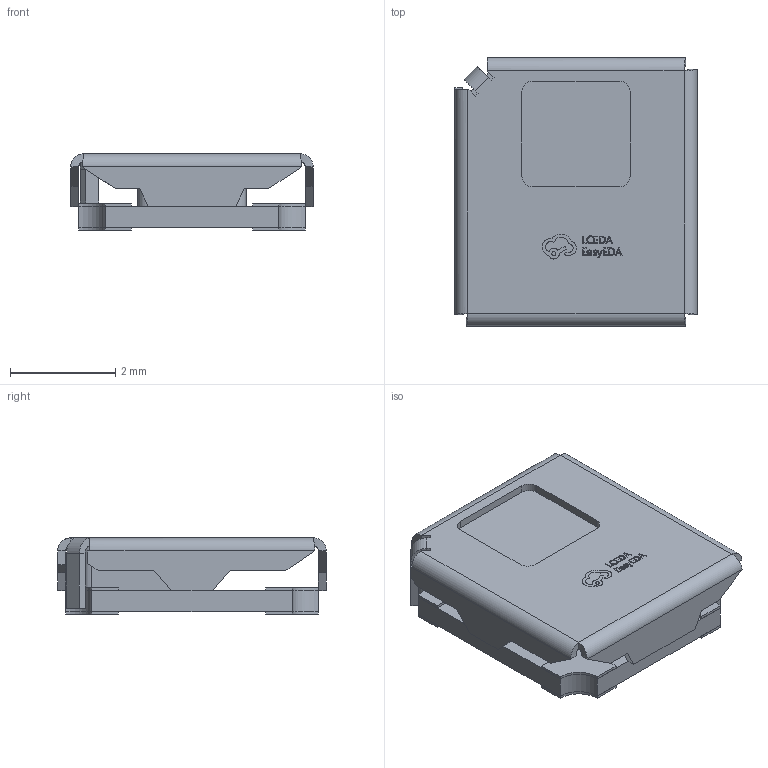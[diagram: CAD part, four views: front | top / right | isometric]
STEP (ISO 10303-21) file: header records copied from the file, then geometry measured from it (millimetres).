
FILE_DESCRIPTION (( 'STEP AP214' ), '1' );
FILE_NAME ('SENSOR-SMD_IRM-H238T-TR2.step', '2022-07-12T14:31:52', ( '' ), ( '' ), 'SwSTEP 2.0', 'SolidWorks 2020', '' );
FILE_SCHEMA (( 'AUTOMOTIVE_DESIGN' ));
Length unit declared in the file: millimetre
Products named in the file (1): SENSOR-SMD_IRM-H238T-TR2
Bounding box: 4.6 x 5.1 x 1.45 mm (x, y, z)
Volume: 15.9 mm3; surface area: 127.8 mm2
Topology: 10 solids, 10 shells, 458 faces, 1190 edges, 780 vertices
Faces by surface type: plane 299, bspline 118, cylinder 41
Entity records: 20409 total; most frequent: CARTESIAN_POINT 4791, ORIENTED_EDGE 2380, DIRECTION 1702, EDGE_CURVE 1190, LINE 880, VECTOR 880, VERTEX_POINT 780, EDGE_LOOP 488
